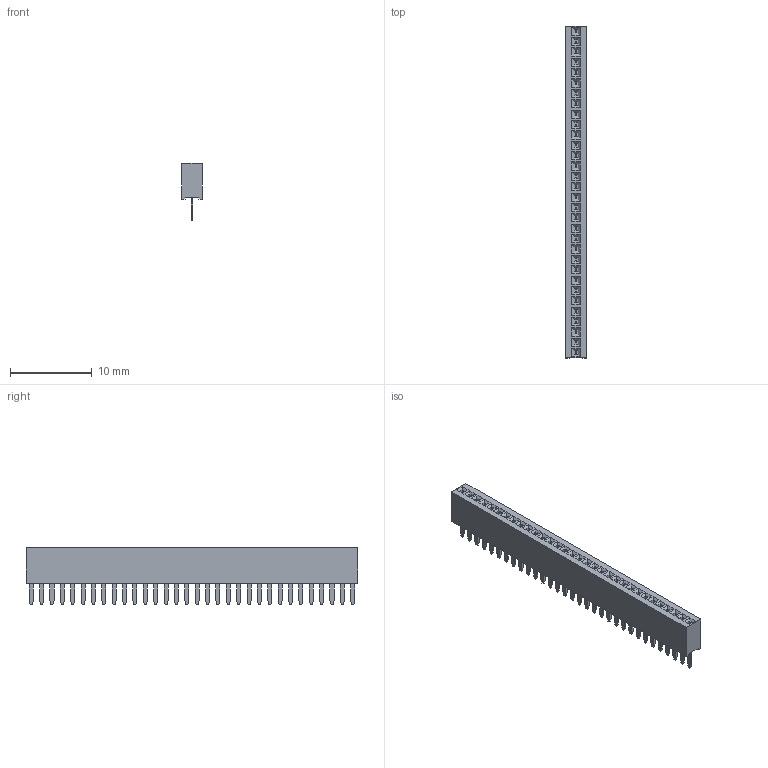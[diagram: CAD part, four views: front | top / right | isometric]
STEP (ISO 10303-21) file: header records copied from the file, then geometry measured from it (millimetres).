
FILE_DESCRIPTION(/* description */ ('model of PinSocket_1x32_P1.27mm_Vertical'),/* implementation_level */ '2;1');
FILE_NAME(/* name */ 'PinSocket_1x32_P1.27mm_Vertical.step',/* time_stamp */ '2017-11-27T05:48:15',/* author */ ('Terje Io','https://github.com/terjeio'),/* organization */ ('FreeCAD'),/* preprocessor_version */ 'OCC',/* originating_system */ 'kicad StepUp',/* authorisation */ '');
FILE_SCHEMA(('AUTOMOTIVE_DESIGN_CC2 { 1 2 10303 214 -1 1 5 4 }'));
Length unit declared in the file: millimetre
Products named in the file (1): PinSocket_1x32_P127mm_Vertical
Bounding box: 2.54 x 40.64 x 7 mm (x, y, z)
Volume: 419.4 mm3; surface area: 968.2 mm2
Topology: 1 solids, 1 shells, 1002 faces, 2584 edges, 1680 vertices
Faces by surface type: plane 1002
Entity records: 18805 total; most frequent: ORIENTED_EDGE 3748, EDGE_CURVE 2584, LINE 2454, CARTESIAN_POINT 2321, VERTEX_POINT 1680, FACE_BOUND 1098, EDGE_LOOP 1098, ADVANCED_FACE 1002
